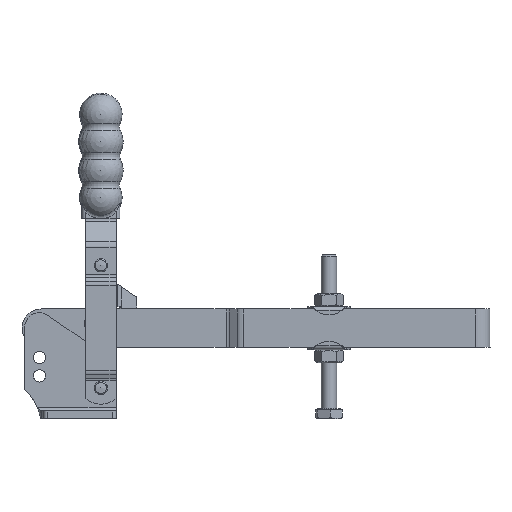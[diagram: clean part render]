
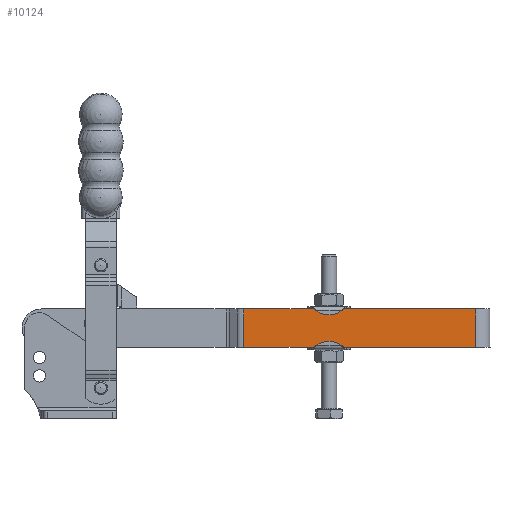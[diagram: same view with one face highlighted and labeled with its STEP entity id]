
A CAD part, top view. The second image highlights one B-rep face of the part: STEP entity #10124.
In plain terms, the highlighted planar face has unit normal (0, 0, 1).
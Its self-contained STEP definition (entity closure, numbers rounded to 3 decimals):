
#9276=CARTESIAN_POINT('',(208.615,65.896,10.5));
#9277=VERTEX_POINT('',#9276);
#9285=CARTESIAN_POINT('',(208.616,45.896,10.5));
#9286=VERTEX_POINT('',#9285);
#9287=CARTESIAN_POINT('',(208.616,45.896,10.5));
#9288=DIRECTION('',(0.,1.,0.0));
#9289=VECTOR('',#9288,20.);
#9290=LINE('',#9287,#9289);
#9291=EDGE_CURVE('',#9286,#9277,#9290,.T.);
#9858=CARTESIAN_POINT('',(88.014,45.891,10.5));
#9859=VERTEX_POINT('',#9858);
#9860=CARTESIAN_POINT('',(208.616,45.896,10.5));
#9861=DIRECTION('',(-1.,0.,0.));
#9862=VECTOR('',#9861,120.601);
#9863=LINE('',#9860,#9862);
#9864=EDGE_CURVE('',#9286,#9859,#9863,.T.);
#10056=CARTESIAN_POINT('',(88.013,65.891,10.5));
#10057=VERTEX_POINT('',#10056);
#10067=CARTESIAN_POINT('',(88.013,65.891,10.5));
#10068=DIRECTION('',(0.,-1.,0.0));
#10069=VECTOR('',#10068,20.);
#10070=LINE('',#10067,#10069);
#10071=EDGE_CURVE('',#10057,#9859,#10070,.T.);
#10091=CARTESIAN_POINT('',(208.615,65.896,10.5));
#10092=DIRECTION('',(-1.,0.,0.));
#10093=VECTOR('',#10092,120.601);
#10094=LINE('',#10091,#10093);
#10095=EDGE_CURVE('',#9277,#10057,#10094,.T.);
#10113=CARTESIAN_POINT('',(165.675,55.894,10.5));
#10114=DIRECTION('',(0.0,0.0,1.0));
#10115=DIRECTION('',(1.,0.,0.0));
#10116=AXIS2_PLACEMENT_3D('',#10113,#10114,#10115);
#10117=PLANE('',#10116);
#10118=ORIENTED_EDGE('',*,*,#9291,.T.);
#10119=ORIENTED_EDGE('',*,*,#10095,.T.);
#10120=ORIENTED_EDGE('',*,*,#10071,.T.);
#10121=ORIENTED_EDGE('',*,*,#9864,.F.);
#10122=EDGE_LOOP('',(#10118,#10119,#10120,#10121));
#10123=FACE_OUTER_BOUND('',#10122,.T.);
#10124=ADVANCED_FACE('',(#10123),#10117,.T.);
